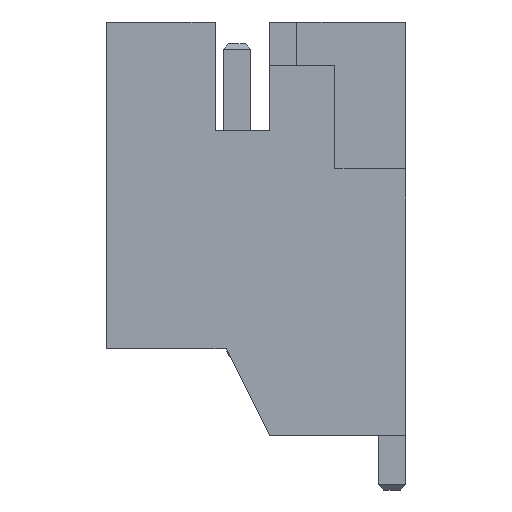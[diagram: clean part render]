
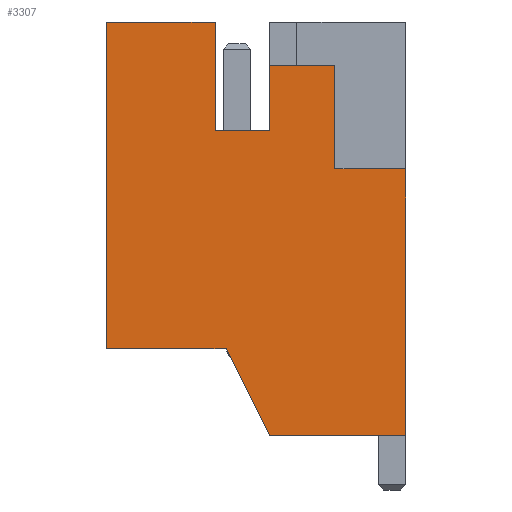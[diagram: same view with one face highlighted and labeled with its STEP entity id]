
A CAD part, left-side view. The second image highlights one B-rep face of the part: STEP entity #3307.
In plain terms, the highlighted planar face has unit normal (-1, 0, 0).
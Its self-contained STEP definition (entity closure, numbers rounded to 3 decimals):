
#101=FACE_OUTER_BOUND('',#283,.T.);
#283=EDGE_LOOP('',(#2263,#2264,#2265,#2266,#2267,#2268,#2269,#2270,#2271,
#2272,#2273,#2274));
#457=LINE('',#4595,#909);
#461=LINE('',#4602,#913);
#467=LINE('',#4616,#919);
#486=LINE('',#4653,#938);
#514=LINE('',#4708,#966);
#520=LINE('',#4719,#972);
#522=LINE('',#4723,#974);
#524=LINE('',#4726,#976);
#525=LINE('',#4730,#977);
#526=LINE('',#4732,#978);
#527=LINE('',#4734,#979);
#528=LINE('',#4735,#980);
#909=VECTOR('',#3711,10.);
#913=VECTOR('',#3717,10.);
#919=VECTOR('',#3727,10.);
#938=VECTOR('',#3754,10.);
#966=VECTOR('',#3794,10.);
#972=VECTOR('',#3802,10.);
#974=VECTOR('',#3806,10.);
#976=VECTOR('',#3810,10.);
#977=VECTOR('',#3815,10.);
#978=VECTOR('',#3816,10.);
#979=VECTOR('',#3817,10.);
#980=VECTOR('',#3818,10.);
#1361=VERTEX_POINT('',#4592);
#1362=VERTEX_POINT('',#4594);
#1364=VERTEX_POINT('',#4600);
#1370=VERTEX_POINT('',#4615);
#1384=VERTEX_POINT('',#4651);
#1404=VERTEX_POINT('',#4705);
#1405=VERTEX_POINT('',#4707);
#1409=VERTEX_POINT('',#4717);
#1410=VERTEX_POINT('',#4721);
#1411=VERTEX_POINT('',#4729);
#1412=VERTEX_POINT('',#4731);
#1413=VERTEX_POINT('',#4733);
#1673=EDGE_CURVE('',#1362,#1361,#457,.T.);
#1677=EDGE_CURVE('',#1361,#1364,#461,.T.);
#1683=EDGE_CURVE('',#1370,#1362,#467,.T.);
#1702=EDGE_CURVE('',#1364,#1384,#486,.T.);
#1730=EDGE_CURVE('',#1405,#1404,#514,.T.);
#1736=EDGE_CURVE('',#1404,#1409,#520,.T.);
#1738=EDGE_CURVE('',#1409,#1410,#522,.T.);
#1740=EDGE_CURVE('',#1410,#1370,#524,.T.);
#1741=EDGE_CURVE('',#1384,#1411,#525,.T.);
#1742=EDGE_CURVE('',#1411,#1412,#526,.T.);
#1743=EDGE_CURVE('',#1412,#1413,#527,.T.);
#1744=EDGE_CURVE('',#1413,#1405,#528,.T.);
#2263=ORIENTED_EDGE('',*,*,#1677,.T.);
#2264=ORIENTED_EDGE('',*,*,#1702,.T.);
#2265=ORIENTED_EDGE('',*,*,#1741,.T.);
#2266=ORIENTED_EDGE('',*,*,#1742,.T.);
#2267=ORIENTED_EDGE('',*,*,#1743,.T.);
#2268=ORIENTED_EDGE('',*,*,#1744,.T.);
#2269=ORIENTED_EDGE('',*,*,#1730,.T.);
#2270=ORIENTED_EDGE('',*,*,#1736,.T.);
#2271=ORIENTED_EDGE('',*,*,#1738,.T.);
#2272=ORIENTED_EDGE('',*,*,#1740,.T.);
#2273=ORIENTED_EDGE('',*,*,#1683,.T.);
#2274=ORIENTED_EDGE('',*,*,#1673,.T.);
#3141=PLANE('',#3509);
#3307=ADVANCED_FACE('',(#101),#3141,.T.);
#3509=AXIS2_PLACEMENT_3D('',#4728,#3813,#3814);
#3711=DIRECTION('',(0.,1.,0.));
#3717=DIRECTION('',(0.,0.,1.));
#3727=DIRECTION('',(0.,0.,-1.));
#3754=DIRECTION('',(0.,1.,0.));
#3794=DIRECTION('',(0.,0.,1.));
#3802=DIRECTION('',(0.,1.,0.));
#3806=DIRECTION('',(0.,0.,1.));
#3810=DIRECTION('',(0.,1.,0.));
#3813=DIRECTION('center_axis',(-1.,0.,0.));
#3814=DIRECTION('ref_axis',(0.,0.,1.));
#3815=DIRECTION('',(0.,0.,-1.));
#3816=DIRECTION('',(0.,-1.,0.));
#3817=DIRECTION('',(0.,-0.447,-0.894));
#3818=DIRECTION('',(0.,-1.,0.));
#4592=CARTESIAN_POINT('',(-5.95,3.5,-2.));
#4594=CARTESIAN_POINT('',(-5.95,2.5,-2.));
#4595=CARTESIAN_POINT('',(-5.95,3.125,-2.));
#4600=CARTESIAN_POINT('',(-5.95,3.5,0.));
#4602=CARTESIAN_POINT('',(-5.95,3.5,-1.5));
#4615=CARTESIAN_POINT('',(-5.95,2.5,-0.8));
#4616=CARTESIAN_POINT('',(-5.95,2.5,-2.5));
#4651=CARTESIAN_POINT('',(-5.95,5.5,0.));
#4653=CARTESIAN_POINT('',(-5.95,0.,0.));
#4705=CARTESIAN_POINT('',(-5.95,0.,-2.7));
#4707=CARTESIAN_POINT('',(-5.95,0.,-7.6));
#4708=CARTESIAN_POINT('',(-5.95,0.,-7.6));
#4717=CARTESIAN_POINT('',(-5.95,1.3,-2.7));
#4719=CARTESIAN_POINT('',(-5.95,2.025,-2.7));
#4721=CARTESIAN_POINT('',(-5.95,1.3,-0.8));
#4723=CARTESIAN_POINT('',(-5.95,1.3,-1.9));
#4726=CARTESIAN_POINT('',(-5.95,2.625,-0.8));
#4728=CARTESIAN_POINT('Origin',(-5.95,2.75,-3.));
#4729=CARTESIAN_POINT('',(-5.95,5.5,-6.));
#4730=CARTESIAN_POINT('',(-5.95,5.5,0.));
#4731=CARTESIAN_POINT('',(-5.95,3.3,-6.));
#4732=CARTESIAN_POINT('',(-5.95,5.5,-6.));
#4733=CARTESIAN_POINT('',(-5.95,2.5,-7.6));
#4734=CARTESIAN_POINT('',(-5.95,3.3,-6.));
#4735=CARTESIAN_POINT('',(-5.95,2.5,-7.6));
